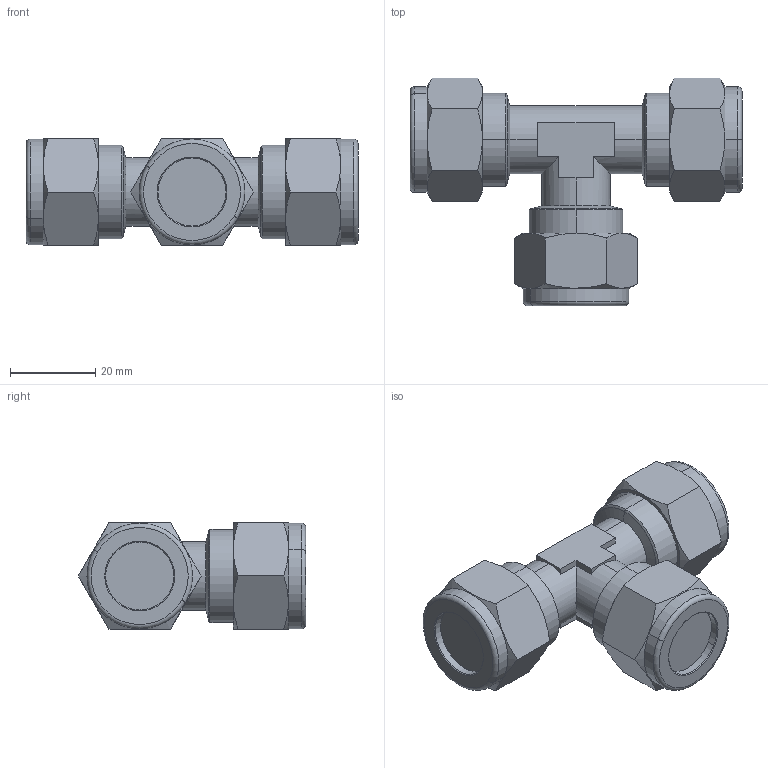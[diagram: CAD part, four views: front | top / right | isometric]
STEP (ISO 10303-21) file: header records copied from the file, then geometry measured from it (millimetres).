
FILE_DESCRIPTION (( 'STEP AP214' ), '1' );
FILE_NAME ('1020000008.step', '2013-02-25T17:11:24', ( '' ), ( '' ), 'SwSTEP 2.0', 'SolidWorks 2012', '' );
FILE_SCHEMA (( 'AUTOMOTIVE_DESIGN' ));
Length unit declared in the file: millimetre
Products named in the file (1): 1020000008
Bounding box: 78 x 53.43 x 25 mm (x, y, z)
Volume: 40780.7 mm3; surface area: 10394 mm2
Topology: 1 solids, 1 shells, 126 faces, 290 edges, 172 vertices
Faces by surface type: cone 46, plane 45, cylinder 23, torus 12
Entity records: 3852 total; most frequent: CARTESIAN_POINT 1015, DIRECTION 598, ORIENTED_EDGE 580, EDGE_CURVE 290, AXIS2_PLACEMENT_3D 243, VERTEX_POINT 172, EDGE_LOOP 132, FACE_OUTER_BOUND 126
